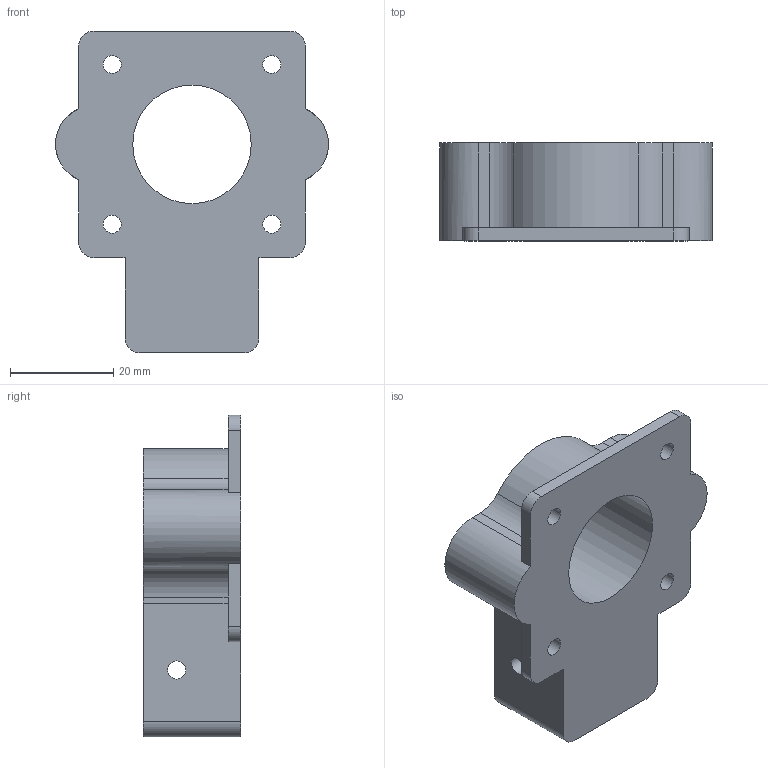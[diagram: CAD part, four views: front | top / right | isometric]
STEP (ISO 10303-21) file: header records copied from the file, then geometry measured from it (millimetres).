
FILE_DESCRIPTION(/* description */ (''),/* implementation_level */ '2;1');
FILE_NAME(/* name */ 'Z axis top v8.step',/* time_stamp */ '2023-01-02T10:57:48+01:00',/* author */ (''),/* organization */ (''),/* preprocessor_version */ 'ST-DEVELOPER v19.2',/* originating_system */ 'Autodesk Translation Framework v11.17.0.187',/* authorisation */ '');
FILE_SCHEMA (('AUTOMOTIVE_DESIGN { 1 0 10303 214 3 1 1 }'));
Length unit declared in the file: millimetre
Products named in the file (1): Z axis top
Bounding box: 53 x 19 x 62.5 mm (x, y, z)
Volume: 20638.5 mm3; surface area: 10847.6 mm2
Topology: 1 solids, 1 shells, 49 faces, 132 edges, 88 vertices
Faces by surface type: plane 26, cylinder 23
Full cylindrical faces by diameter (mm): 3.5 x7, 6.2 x2, 23 x1
Entity records: 1621 total; most frequent: DIRECTION 282, CARTESIAN_POINT 270, ORIENTED_EDGE 264, EDGE_CURVE 132, AXIS2_PLACEMENT_3D 100, VERTEX_POINT 88, LINE 82, VECTOR 82
